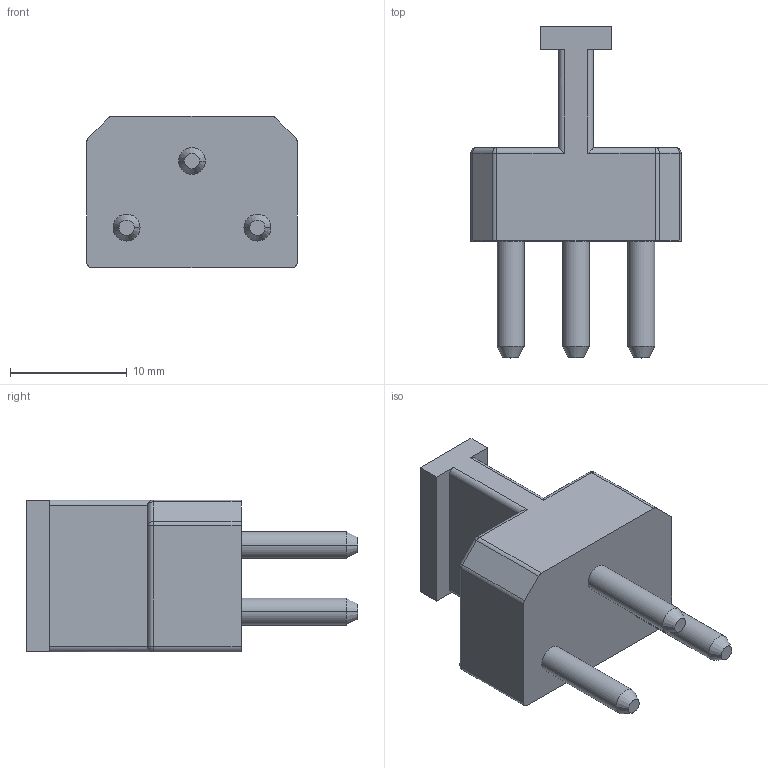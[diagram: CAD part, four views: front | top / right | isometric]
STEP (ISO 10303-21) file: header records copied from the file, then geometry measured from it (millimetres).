
FILE_DESCRIPTION((''),'2;1');
FILE_NAME('303M-13D2G0','2012-08-28T',('ryans'),('Bourns, Inc.'),'PRO/ENGINEER BY PARAMETRIC TECHNOLOGY CORPORATION, 2010100','PRO/ENGINEER BY PARAMETRIC TECHNOLOGY CORPORATION, 2010100','');
FILE_SCHEMA(('CONFIG_CONTROL_DESIGN'));
Length unit declared in the file: millimetre
Products named in the file (1): 303M-13D2G0
Bounding box: 18 x 28.4 x 13 mm (x, y, z)
Volume: 2426.6 mm3; surface area: 1575 mm2
Topology: 1 solids, 1 shells, 61 faces, 134 edges, 80 vertices
Faces by surface type: cylinder 28, plane 21, cone 6, sphere 6
Entity records: 1732 total; most frequent: CARTESIAN_POINT 319, DIRECTION 306, ORIENTED_EDGE 268, EDGE_CURVE 134, AXIS2_PLACEMENT_3D 115, VERTEX_POINT 80, VECTOR 76, LINE 76
